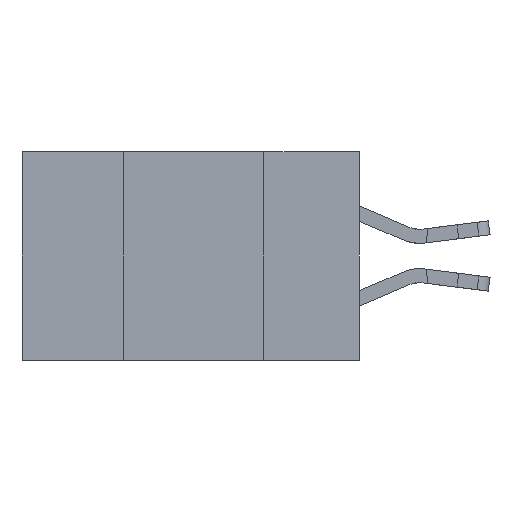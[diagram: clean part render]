
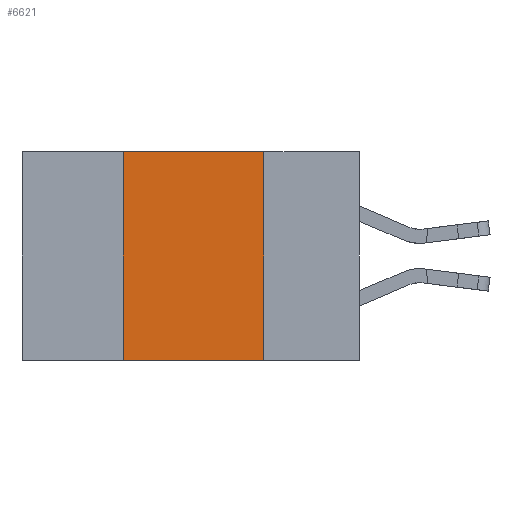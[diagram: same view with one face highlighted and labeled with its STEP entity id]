
A CAD part, left-side view. The second image highlights one B-rep face of the part: STEP entity #6621.
In plain terms, the highlighted planar face has unit normal (-1, 0, 0).
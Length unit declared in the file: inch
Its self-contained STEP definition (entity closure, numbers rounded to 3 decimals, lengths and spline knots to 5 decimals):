
#2872 = CARTESIAN_POINT ( 'NONE',  ( 0., 0.42, 0. ) ) ;
#3627 = LINE ( 'NONE', #31974, #9376 ) ;
#4251 = VERTEX_POINT ( 'NONE', #2872 ) ;
#5041 = CARTESIAN_POINT ( 'NONE',  ( 0., 0.6, 0. ) ) ;
#5548 = CARTESIAN_POINT ( 'NONE',  ( 0., 0.6, 0. ) ) ;
#5757 = ORIENTED_EDGE ( 'NONE', *, *, #35357, .F. ) ;
#5972 = ORIENTED_EDGE ( 'NONE', *, *, #19941, .F. ) ;
#6367 = VECTOR ( 'NONE', #28607, 39.37008 ) ;
#6621 = ADVANCED_FACE ( 'NONE', ( #30702 ), #34270, .F. ) ;
#6645 = DIRECTION ( 'NONE',  ( 0., 0., 1. ) ) ;
#7886 = DIRECTION ( 'NONE',  ( 0., -1., 0. ) ) ;
#8383 = DIRECTION ( 'NONE',  ( 1., 0., 0. ) ) ;
#8888 = CARTESIAN_POINT ( 'NONE',  ( 0., 0.17, 0. ) ) ;
#9289 = LINE ( 'NONE', #22154, #16379 ) ;
#9376 = VECTOR ( 'NONE', #6645, 39.37008 ) ;
#10849 = LINE ( 'NONE', #5041, #23653 ) ;
#14047 = DIRECTION ( 'NONE',  ( 0., 0., -1. ) ) ;
#15515 = AXIS2_PLACEMENT_3D ( 'NONE', #5548, #8383, #14047 ) ;
#16379 = VECTOR ( 'NONE', #33270, 39.37008 ) ;
#17655 = VERTEX_POINT ( 'NONE', #29330 ) ;
#19941 = EDGE_CURVE ( 'NONE', #21991, #4251, #3627, .T. ) ;
#21991 = VERTEX_POINT ( 'NONE', #35763 ) ;
#22154 = CARTESIAN_POINT ( 'NONE',  ( 0., 0.6, -0.37 ) ) ;
#23653 = VECTOR ( 'NONE', #7886, 39.37008 ) ;
#23786 = VERTEX_POINT ( 'NONE', #28067 ) ;
#28067 = CARTESIAN_POINT ( 'NONE',  ( 0., 0.17, -0.37 ) ) ;
#28607 = DIRECTION ( 'NONE',  ( 0., 0., -1. ) ) ;
#29330 = CARTESIAN_POINT ( 'NONE',  ( 0., 0.17, 0. ) ) ;
#30343 = ORIENTED_EDGE ( 'NONE', *, *, #32021, .F. ) ;
#30702 = FACE_OUTER_BOUND ( 'NONE', #31603, .T. ) ;
#31603 = EDGE_LOOP ( 'NONE', ( #30343, #5757, #5972, #34660 ) ) ;
#31974 = CARTESIAN_POINT ( 'NONE',  ( 0., 0.42, 0. ) ) ;
#32021 = EDGE_CURVE ( 'NONE', #17655, #23786, #32841, .T. ) ;
#32841 = LINE ( 'NONE', #8888, #6367 ) ;
#33270 = DIRECTION ( 'NONE',  ( 0., -1., 0. ) ) ;
#33690 = EDGE_CURVE ( 'NONE', #21991, #23786, #9289, .T. ) ;
#34270 = PLANE ( 'NONE',  #15515 ) ;
#34660 = ORIENTED_EDGE ( 'NONE', *, *, #33690, .T. ) ;
#35357 = EDGE_CURVE ( 'NONE', #4251, #17655, #10849, .T. ) ;
#35763 = CARTESIAN_POINT ( 'NONE',  ( 0., 0.42, -0.37 ) ) ;
